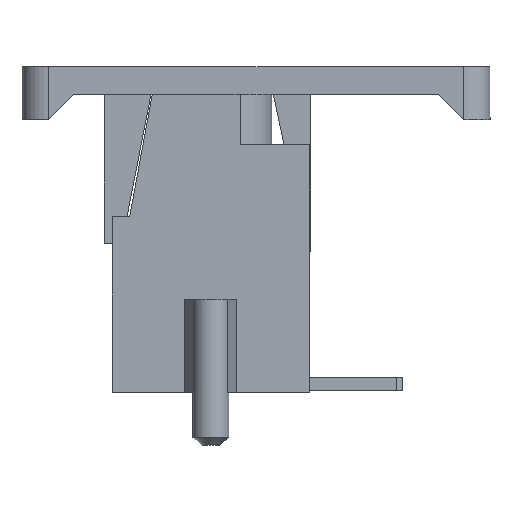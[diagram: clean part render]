
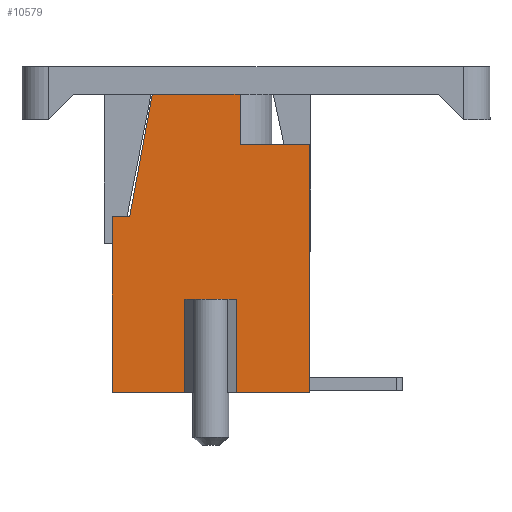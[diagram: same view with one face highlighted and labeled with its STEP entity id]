
A CAD part, left-side view. The second image highlights one B-rep face of the part: STEP entity #10579.
In plain terms, the highlighted planar face has unit normal (-1, 0, 0).
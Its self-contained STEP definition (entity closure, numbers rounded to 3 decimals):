
#330=ORIENTED_EDGE('',*,*,#3424,.T.);
#331=ORIENTED_EDGE('',*,*,#3425,.F.);
#332=ORIENTED_EDGE('',*,*,#3426,.F.);
#333=ORIENTED_EDGE('',*,*,#3427,.F.);
#334=ORIENTED_EDGE('',*,*,#3428,.T.);
#335=ORIENTED_EDGE('',*,*,#3429,.F.);
#336=ORIENTED_EDGE('',*,*,#3430,.F.);
#337=ORIENTED_EDGE('',*,*,#3431,.F.);
#338=ORIENTED_EDGE('',*,*,#3432,.F.);
#339=ORIENTED_EDGE('',*,*,#3433,.F.);
#340=ORIENTED_EDGE('',*,*,#3434,.F.);
#341=ORIENTED_EDGE('',*,*,#3435,.F.);
#3424=EDGE_CURVE('',#4971,#4972,#5988,.T.);
#3425=EDGE_CURVE('',#4973,#4972,#5989,.T.);
#3426=EDGE_CURVE('',#4974,#4973,#5990,.T.);
#3427=EDGE_CURVE('',#4975,#4974,#5991,.T.);
#3428=EDGE_CURVE('',#4975,#4976,#5992,.T.);
#3429=EDGE_CURVE('',#4977,#4976,#5993,.T.);
#3430=EDGE_CURVE('',#4978,#4977,#5994,.T.);
#3431=EDGE_CURVE('',#4979,#4978,#5995,.T.);
#3432=EDGE_CURVE('',#4980,#4979,#5996,.T.);
#3433=EDGE_CURVE('',#4981,#4980,#5997,.T.);
#3434=EDGE_CURVE('',#4982,#4981,#5998,.T.);
#3435=EDGE_CURVE('',#4971,#4982,#5999,.T.);
#4971=VERTEX_POINT('',#14735);
#4972=VERTEX_POINT('',#14736);
#4973=VERTEX_POINT('',#14738);
#4974=VERTEX_POINT('',#14740);
#4975=VERTEX_POINT('',#14742);
#4976=VERTEX_POINT('',#14744);
#4977=VERTEX_POINT('',#14746);
#4978=VERTEX_POINT('',#14748);
#4979=VERTEX_POINT('',#14750);
#4980=VERTEX_POINT('',#14752);
#4981=VERTEX_POINT('',#14754);
#4982=VERTEX_POINT('',#14756);
#5988=LINE('',#14734,#7404);
#5989=LINE('',#14737,#7405);
#5990=LINE('',#14739,#7406);
#5991=LINE('',#14741,#7407);
#5992=LINE('',#14743,#7408);
#5993=LINE('',#14745,#7409);
#5994=LINE('',#14747,#7410);
#5995=LINE('',#14749,#7411);
#5996=LINE('',#14751,#7412);
#5997=LINE('',#14753,#7413);
#5998=LINE('',#14755,#7414);
#5999=LINE('',#14757,#7415);
#7404=VECTOR('',#11904,1000.);
#7405=VECTOR('',#11905,1000.);
#7406=VECTOR('',#11906,1000.);
#7407=VECTOR('',#11907,1000.);
#7408=VECTOR('',#11908,1000.);
#7409=VECTOR('',#11909,1000.);
#7410=VECTOR('',#11910,1000.);
#7411=VECTOR('',#11911,1000.);
#7412=VECTOR('',#11912,1000.);
#7413=VECTOR('',#11913,1000.);
#7414=VECTOR('',#11914,1000.);
#7415=VECTOR('',#11915,1000.);
#8820=EDGE_LOOP('',(#330,#331,#332,#333,#334,#335,#336,#337,#338,#339,#340,
#341));
#9456=FACE_BOUND('',#8820,.T.);
#10092=PLANE('',#11193);
#10579=ADVANCED_FACE('',(#9456),#10092,.F.);
#11193=AXIS2_PLACEMENT_3D('',#14733,#11902,#11903);
#11902=DIRECTION('',(1.,0.,0.));
#11903=DIRECTION('',(0.,0.,-1.));
#11904=DIRECTION('',(0.,0.,-1.));
#11905=DIRECTION('',(0.,1.,0.));
#11906=DIRECTION('',(0.,0.,-1.));
#11907=DIRECTION('',(0.,-1.,0.));
#11908=DIRECTION('',(0.,0.,1.));
#11909=DIRECTION('',(0.,-1.,0.));
#11910=DIRECTION('',(0.,-0.182,0.983));
#11911=DIRECTION('',(0.,-1.,0.));
#11912=DIRECTION('',(0.,0.,1.));
#11913=DIRECTION('',(0.,1.,0.));
#11914=DIRECTION('',(0.,0.,-1.));
#11915=DIRECTION('',(0.,1.,0.));
#14733=CARTESIAN_POINT('',(-14.1,0.,0.));
#14734=CARTESIAN_POINT('',(-14.1,-0.975,-1.15));
#14735=CARTESIAN_POINT('',(-14.1,-0.975,-1.15));
#14736=CARTESIAN_POINT('',(-14.1,-0.975,-4.65));
#14737=CARTESIAN_POINT('',(-14.1,-3.7,-4.65));
#14738=CARTESIAN_POINT('',(-14.1,-3.7,-4.65));
#14739=CARTESIAN_POINT('',(-14.1,-3.7,4.65));
#14740=CARTESIAN_POINT('',(-14.1,-3.7,4.65));
#14741=CARTESIAN_POINT('',(-14.1,-2.3,4.65));
#14742=CARTESIAN_POINT('',(-14.1,-1.1,4.65));
#14743=CARTESIAN_POINT('',(-14.1,-1.1,4.65));
#14744=CARTESIAN_POINT('',(-14.1,-1.1,6.55));
#14745=CARTESIAN_POINT('',(-14.1,2.2,6.55));
#14746=CARTESIAN_POINT('',(-14.1,2.2,6.55));
#14747=CARTESIAN_POINT('',(-14.1,3.05,1.95));
#14748=CARTESIAN_POINT('',(-14.1,3.05,1.95));
#14749=CARTESIAN_POINT('',(-14.1,3.7,1.95));
#14750=CARTESIAN_POINT('',(-14.1,3.7,1.95));
#14751=CARTESIAN_POINT('',(-14.1,3.7,-4.65));
#14752=CARTESIAN_POINT('',(-14.1,3.7,-4.65));
#14753=CARTESIAN_POINT('',(-14.1,-3.7,-4.65));
#14754=CARTESIAN_POINT('',(-14.1,0.975,-4.65));
#14755=CARTESIAN_POINT('',(-14.1,0.975,-1.15));
#14756=CARTESIAN_POINT('',(-14.1,0.975,-1.15));
#14757=CARTESIAN_POINT('',(-14.1,-0.975,-1.15));
